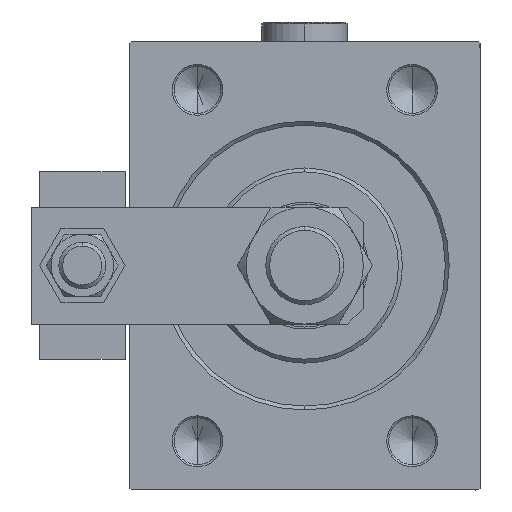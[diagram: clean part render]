
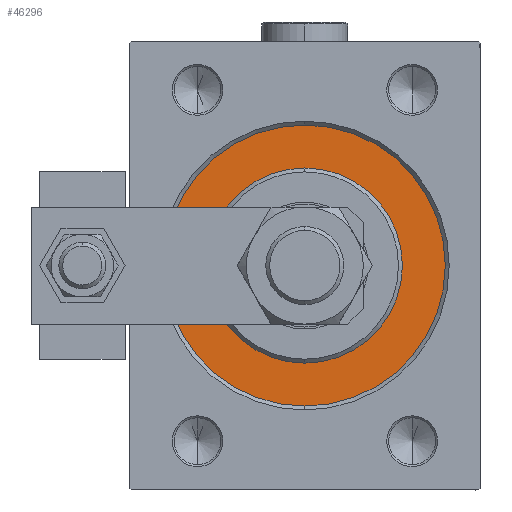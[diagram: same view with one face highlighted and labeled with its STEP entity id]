
A CAD part, left-side view. The second image highlights one B-rep face of the part: STEP entity #46296.
In plain terms, the highlighted face is planar.
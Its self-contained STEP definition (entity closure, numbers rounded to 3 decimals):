
#550 = DIRECTION ( 'NONE',  ( 0., 0., 1. ) ) ;
#1014 = AXIS2_PLACEMENT_3D ( 'NONE', #40488, #24674, #550 ) ;
#2977 = CARTESIAN_POINT ( 'NONE',  ( 0., 0., 0. ) ) ;
#4206 = ORIENTED_EDGE ( 'NONE', *, *, #49444, .F. ) ;
#4292 = DIRECTION ( 'NONE',  ( 0., 0., -1. ) ) ;
#8037 = DIRECTION ( 'NONE',  ( 1., 0., 0. ) ) ;
#8673 = DIRECTION ( 'NONE',  ( 0., 0., 1. ) ) ;
#8942 = FACE_OUTER_BOUND ( 'NONE', #31238, .T. ) ;
#10508 = EDGE_CURVE ( 'NONE', #50687, #37158, #17216, .T. ) ;
#11218 = EDGE_CURVE ( 'NONE', #47855, #19021, #31807, .T. ) ;
#12981 = AXIS2_PLACEMENT_3D ( 'NONE', #2977, #19307, #14506 ) ;
#13501 = CARTESIAN_POINT ( 'NONE',  ( 0., 0., 0. ) ) ;
#14506 = DIRECTION ( 'NONE',  ( 0., 0., 1. ) ) ;
#14711 = CIRCLE ( 'NONE', #1014, 36. ) ;
#16078 = CARTESIAN_POINT ( 'NONE',  ( 0., 0., 0. ) ) ;
#16325 = CARTESIAN_POINT ( 'NONE',  ( 0., 0., -25. ) ) ;
#17216 = CIRCLE ( 'NONE', #12981, 36. ) ;
#19021 = VERTEX_POINT ( 'NONE', #38530 ) ;
#19307 = DIRECTION ( 'NONE',  ( -1., 0., 0. ) ) ;
#19828 = CARTESIAN_POINT ( 'NONE',  ( 0., 0., 0. ) ) ;
#24674 = DIRECTION ( 'NONE',  ( -1., 0., 0. ) ) ;
#25295 = PLANE ( 'NONE',  #37781 ) ;
#25372 = EDGE_LOOP ( 'NONE', ( #37499, #42535 ) ) ;
#27238 = CARTESIAN_POINT ( 'NONE',  ( 0., 0., -36. ) ) ;
#29130 = CIRCLE ( 'NONE', #49697, 25. ) ;
#29311 = FACE_BOUND ( 'NONE', #25372, .T. ) ;
#31238 = EDGE_LOOP ( 'NONE', ( #4206, #38481 ) ) ;
#31807 = CIRCLE ( 'NONE', #40341, 25. ) ;
#37158 = VERTEX_POINT ( 'NONE', #27238 ) ;
#37499 = ORIENTED_EDGE ( 'NONE', *, *, #44150, .F. ) ;
#37781 = AXIS2_PLACEMENT_3D ( 'NONE', #13501, #41639, #8673 ) ;
#38481 = ORIENTED_EDGE ( 'NONE', *, *, #10508, .F. ) ;
#38530 = CARTESIAN_POINT ( 'NONE',  ( 0., 0., 25. ) ) ;
#39058 = CARTESIAN_POINT ( 'NONE',  ( 0., 0., 36. ) ) ;
#40341 = AXIS2_PLACEMENT_3D ( 'NONE', #16078, #8037, #4292 ) ;
#40488 = CARTESIAN_POINT ( 'NONE',  ( 0., 0., 0. ) ) ;
#41639 = DIRECTION ( 'NONE',  ( -1., 0., 0. ) ) ;
#42535 = ORIENTED_EDGE ( 'NONE', *, *, #11218, .F. ) ;
#44150 = EDGE_CURVE ( 'NONE', #19021, #47855, #29130, .T. ) ;
#46072 = DIRECTION ( 'NONE',  ( 0., 0., -1. ) ) ;
#46296 = ADVANCED_FACE ( 'NONE', ( #29311, #8942 ), #25295, .F. ) ;
#47855 = VERTEX_POINT ( 'NONE', #16325 ) ;
#49444 = EDGE_CURVE ( 'NONE', #37158, #50687, #14711, .T. ) ;
#49697 = AXIS2_PLACEMENT_3D ( 'NONE', #19828, #50358, #46072 ) ;
#50358 = DIRECTION ( 'NONE',  ( 1., 0., 0. ) ) ;
#50687 = VERTEX_POINT ( 'NONE', #39058 ) ;
